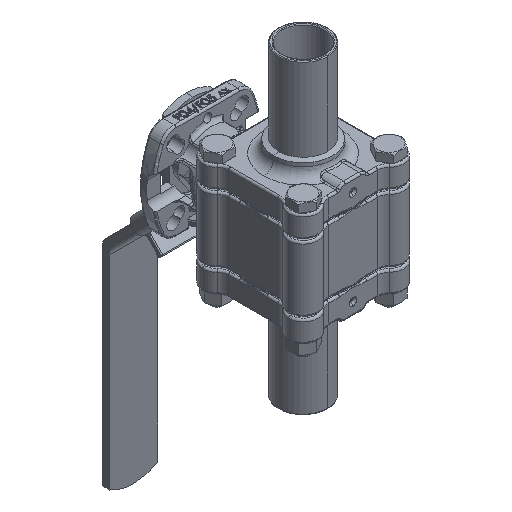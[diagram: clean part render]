
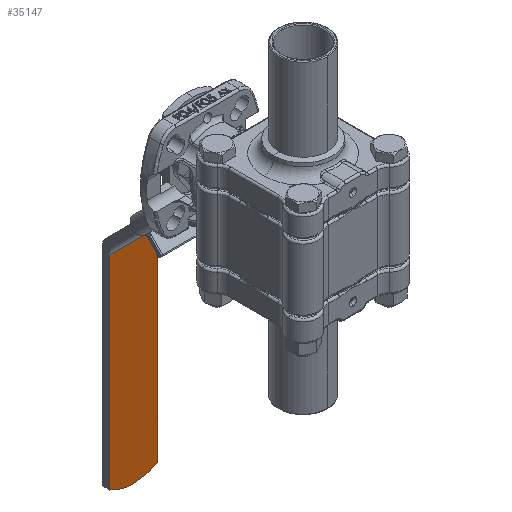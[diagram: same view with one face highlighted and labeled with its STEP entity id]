
A CAD part, isometric view. The second image highlights one B-rep face of the part: STEP entity #35147.
In plain terms, the highlighted planar face has unit normal (0, -1, 0).
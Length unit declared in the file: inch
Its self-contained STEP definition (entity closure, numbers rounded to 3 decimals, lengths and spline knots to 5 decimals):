
#848 = EDGE_CURVE ( 'NONE', #24545, #51742, #51339, .T. ) ;
#1079 = ORIENTED_EDGE ( 'NONE', *, *, #848, .T. ) ;
#3383 = DIRECTION ( 'NONE',  ( 0., 0., -1. ) ) ;
#3860 = FACE_OUTER_BOUND ( 'NONE', #15658, .T. ) ;
#4653 = VERTEX_POINT ( 'NONE', #23727 ) ;
#4774 = AXIS2_PLACEMENT_3D ( 'NONE', #45475, #19890, #36340 ) ;
#6936 = PLANE ( 'NONE',  #4774 ) ;
#7629 = DIRECTION ( 'NONE',  ( -1., 0., 0. ) ) ;
#9237 = EDGE_CURVE ( 'NONE', #4653, #55003, #50298, .T. ) ;
#12713 = CARTESIAN_POINT ( 'NONE',  ( -0.49213, 3.46063, -2.1344 ) ) ;
#15328 = DIRECTION ( 'NONE',  ( 0., 0., 1. ) ) ;
#15658 = EDGE_LOOP ( 'NONE', ( #17886, #23873, #15860, #1079 ) ) ;
#15860 = ORIENTED_EDGE ( 'NONE', *, *, #15963, .F. ) ;
#15963 = EDGE_CURVE ( 'NONE', #24545, #55003, #47289, .T. ) ;
#17886 = ORIENTED_EDGE ( 'NONE', *, *, #50595, .T. ) ;
#18882 = DIRECTION ( 'NONE',  ( 0., -1., 0. ) ) ;
#19890 = DIRECTION ( 'NONE',  ( 0., 1., 0. ) ) ;
#20773 = CARTESIAN_POINT ( 'NONE',  ( 0.49213, 3.46063, -2.1344 ) ) ;
#23190 = DIRECTION ( 'NONE',  ( 0., 0., -1. ) ) ;
#23727 = CARTESIAN_POINT ( 'NONE',  ( -0.49213, 3.46063, -6.28546 ) ) ;
#23873 = ORIENTED_EDGE ( 'NONE', *, *, #9237, .T. ) ;
#24054 = CARTESIAN_POINT ( 'NONE',  ( 0.49213, 3.46063, -6.28546 ) ) ;
#24539 = VECTOR ( 'NONE', #3383, 39.37008 ) ;
#24545 = VERTEX_POINT ( 'NONE', #30810 ) ;
#25166 = AXIS2_PLACEMENT_3D ( 'NONE', #40334, #18882, #15328 ) ;
#30810 = CARTESIAN_POINT ( 'NONE',  ( 0.49213, 3.46063, -2.1344 ) ) ;
#35147 = ADVANCED_FACE ( 'NONE', ( #3860 ), #6936, .F. ) ;
#36340 = DIRECTION ( 'NONE',  ( 0., 0., -1. ) ) ;
#39960 = CARTESIAN_POINT ( 'NONE',  ( -0.49213, 3.46063, -6.41732 ) ) ;
#40334 = CARTESIAN_POINT ( 'NONE',  ( 0., 3.46063, -5.43307 ) ) ;
#40458 = VECTOR ( 'NONE', #23190, 39.37008 ) ;
#41778 = LINE ( 'NONE', #39960, #40458 ) ;
#45475 = CARTESIAN_POINT ( 'NONE',  ( 0.49213, 3.46063, -6.41732 ) ) ;
#47289 = LINE ( 'NONE', #49523, #24539 ) ;
#49312 = VECTOR ( 'NONE', #7629, 39.37008 ) ;
#49523 = CARTESIAN_POINT ( 'NONE',  ( 0.49213, 3.46063, -6.41732 ) ) ;
#50298 = CIRCLE ( 'NONE', #25166, 0.98425 ) ;
#50595 = EDGE_CURVE ( 'NONE', #51742, #4653, #41778, .T. ) ;
#51339 = LINE ( 'NONE', #20773, #49312 ) ;
#51742 = VERTEX_POINT ( 'NONE', #12713 ) ;
#55003 = VERTEX_POINT ( 'NONE', #24054 ) ;
